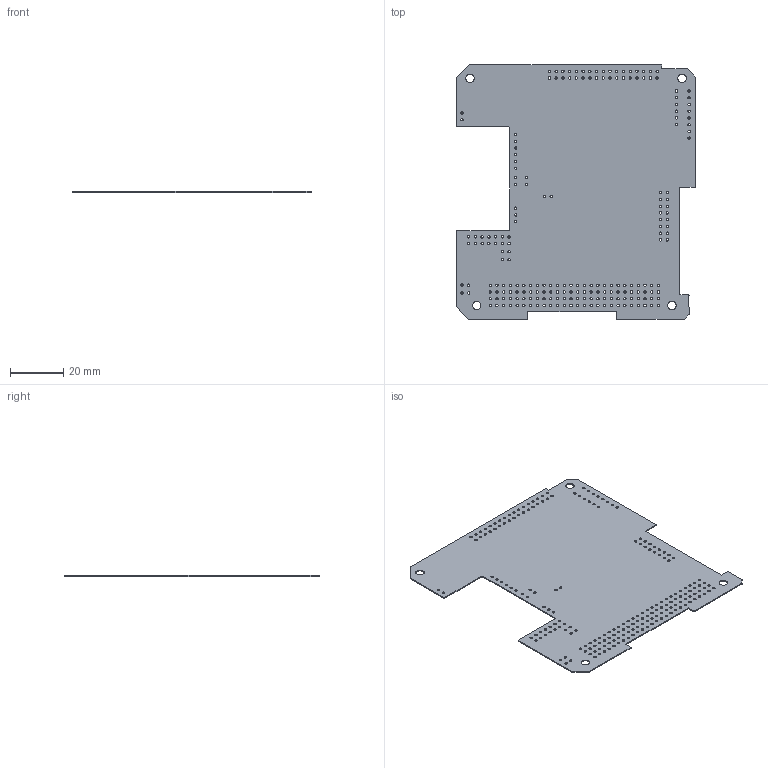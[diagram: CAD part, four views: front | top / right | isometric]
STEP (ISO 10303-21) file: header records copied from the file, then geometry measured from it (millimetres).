
FILE_DESCRIPTION(('Open CASCADE Model'),'2;1');
FILE_NAME('Open CASCADE Shape Model','2014-02-27T11:51:31',('Author'),( 'Open CASCADE'),'Open CASCADE STEP processor 6.2','Open CASCADE 6.2' ,'Unknown');
FILE_SCHEMA(('AUTOMOTIVE_DESIGN { 1 0 10303 214 1 1 1 1 }'));
Length unit declared in the file: millimetre
Products named in the file (2): PCB; Board
Assembly tree (1 placements, depth 2):
  PCB
    Board
Bounding box: 90.42 x 96.16 x 0.39 mm (x, y, z)
Volume: 2861 mm3; surface area: 15036 mm2
Topology: 1 solids, 1 shells, 308 faces, 918 edges, 612 vertices
Faces by surface type: cylinder 211, plane 97
Full cylindrical faces by diameter (mm): 0.9 x207, 3.175 x4
Entity records: 23361 total; most frequent: DIRECTION 3796, CARTESIAN_POINT 3676, LINE 1910, VECTOR 1910, ORIENTED_EDGE 1836, PCURVE 1836, DEFINITIONAL_REPRESENTATION 1836, EDGE_CURVE 918
